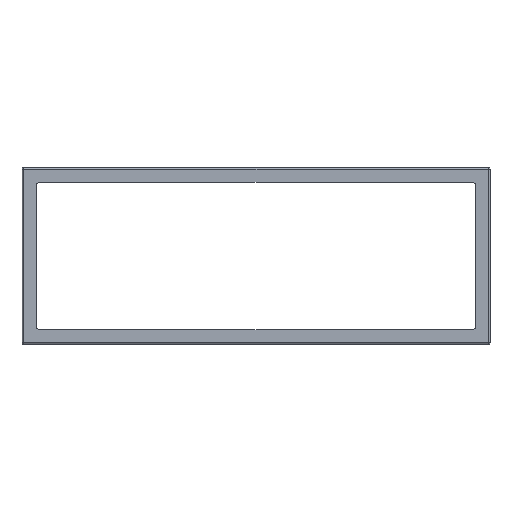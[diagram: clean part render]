
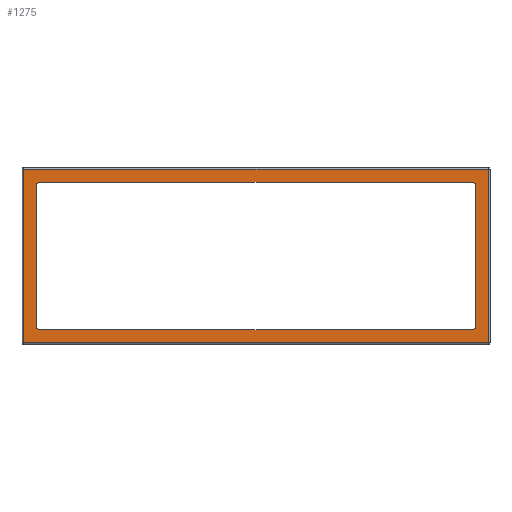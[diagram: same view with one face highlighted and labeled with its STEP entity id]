
A CAD part, top view. The second image highlights one B-rep face of the part: STEP entity #1275.
In plain terms, the highlighted planar face has unit normal (0, 0, 1).
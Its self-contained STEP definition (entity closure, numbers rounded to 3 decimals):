
#15=FACE_BOUND('',#392,.T.);
#27=PLANE('',#1371);
#65=LINE('',#1994,#165);
#69=LINE('',#2010,#169);
#71=LINE('',#2013,#171);
#73=LINE('',#2016,#173);
#77=LINE('',#2027,#177);
#78=LINE('',#2031,#178);
#79=LINE('',#2035,#179);
#80=LINE('',#2038,#180);
#165=VECTOR('',#1557,10.);
#169=VECTOR('',#1575,10.);
#171=VECTOR('',#1579,10.);
#173=VECTOR('',#1583,10.);
#177=VECTOR('',#1595,10.);
#178=VECTOR('',#1598,10.);
#179=VECTOR('',#1601,10.);
#180=VECTOR('',#1604,10.);
#313=FACE_OUTER_BOUND('',#391,.T.);
#391=EDGE_LOOP('',(#925,#926,#927,#928));
#392=EDGE_LOOP('',(#929,#930,#931,#932,#933,#934,#935,#936));
#481=CIRCLE('',#1372,2.);
#482=CIRCLE('',#1373,2.);
#483=CIRCLE('',#1374,2.);
#484=CIRCLE('',#1375,2.);
#558=VERTEX_POINT('',#1956);
#563=VERTEX_POINT('',#1969);
#568=VERTEX_POINT('',#1982);
#573=VERTEX_POINT('',#1998);
#577=VERTEX_POINT('',#2023);
#578=VERTEX_POINT('',#2024);
#579=VERTEX_POINT('',#2026);
#580=VERTEX_POINT('',#2028);
#581=VERTEX_POINT('',#2030);
#582=VERTEX_POINT('',#2032);
#583=VERTEX_POINT('',#2034);
#584=VERTEX_POINT('',#2036);
#699=EDGE_CURVE('',#558,#568,#65,.T.);
#707=EDGE_CURVE('',#568,#573,#69,.T.);
#709=EDGE_CURVE('',#573,#563,#71,.T.);
#711=EDGE_CURVE('',#563,#558,#73,.T.);
#715=EDGE_CURVE('',#577,#578,#481,.T.);
#716=EDGE_CURVE('',#578,#579,#77,.T.);
#717=EDGE_CURVE('',#579,#580,#482,.T.);
#718=EDGE_CURVE('',#580,#581,#78,.T.);
#719=EDGE_CURVE('',#581,#582,#483,.T.);
#720=EDGE_CURVE('',#582,#583,#79,.T.);
#721=EDGE_CURVE('',#583,#584,#484,.T.);
#722=EDGE_CURVE('',#584,#577,#80,.T.);
#925=ORIENTED_EDGE('',*,*,#699,.F.);
#926=ORIENTED_EDGE('',*,*,#711,.F.);
#927=ORIENTED_EDGE('',*,*,#709,.F.);
#928=ORIENTED_EDGE('',*,*,#707,.F.);
#929=ORIENTED_EDGE('',*,*,#715,.T.);
#930=ORIENTED_EDGE('',*,*,#716,.T.);
#931=ORIENTED_EDGE('',*,*,#717,.T.);
#932=ORIENTED_EDGE('',*,*,#718,.T.);
#933=ORIENTED_EDGE('',*,*,#719,.T.);
#934=ORIENTED_EDGE('',*,*,#720,.T.);
#935=ORIENTED_EDGE('',*,*,#721,.T.);
#936=ORIENTED_EDGE('',*,*,#722,.T.);
#1275=ADVANCED_FACE('',(#313,#15),#27,.T.);
#1371=AXIS2_PLACEMENT_3D('',#2022,#1591,#1592);
#1372=AXIS2_PLACEMENT_3D('',#2025,#1593,#1594);
#1373=AXIS2_PLACEMENT_3D('',#2029,#1596,#1597);
#1374=AXIS2_PLACEMENT_3D('',#2033,#1599,#1600);
#1375=AXIS2_PLACEMENT_3D('',#2037,#1602,#1603);
#1557=DIRECTION('',(1.,0.,0.));
#1575=DIRECTION('',(0.,-1.,0.));
#1579=DIRECTION('',(-1.,0.,0.));
#1583=DIRECTION('',(0.,1.,0.));
#1591=DIRECTION('center_axis',(0.,0.,1.));
#1592=DIRECTION('ref_axis',(1.,0.,0.));
#1593=DIRECTION('center_axis',(0.,0.,-1.));
#1594=DIRECTION('ref_axis',(0.707,-0.707,0.));
#1595=DIRECTION('',(-1.,0.,0.));
#1596=DIRECTION('center_axis',(0.,0.,-1.));
#1597=DIRECTION('ref_axis',(-0.707,-0.707,0.));
#1598=DIRECTION('',(0.,1.,0.));
#1599=DIRECTION('center_axis',(0.,0.,-1.));
#1600=DIRECTION('ref_axis',(-0.707,0.707,0.));
#1601=DIRECTION('',(1.,0.,0.));
#1602=DIRECTION('center_axis',(0.,0.,-1.));
#1603=DIRECTION('ref_axis',(0.707,0.707,0.));
#1604=DIRECTION('',(0.,-1.,0.));
#1956=CARTESIAN_POINT('',(-9.,9.,9.2));
#1969=CARTESIAN_POINT('',(-9.,-104.25,9.2));
#1982=CARTESIAN_POINT('',(294.75,9.,9.2));
#1994=CARTESIAN_POINT('',(219.313,9.,9.2));
#1998=CARTESIAN_POINT('',(294.75,-104.25,9.2));
#2010=CARTESIAN_POINT('',(294.75,-76.438,9.2));
#2013=CARTESIAN_POINT('',(66.438,-104.25,9.2));
#2016=CARTESIAN_POINT('',(-9.,-18.813,9.2));
#2022=CARTESIAN_POINT('Origin',(142.875,-47.625,9.2));
#2023=CARTESIAN_POINT('',(286.225,-93.725,9.2));
#2024=CARTESIAN_POINT('',(284.225,-95.725,9.2));
#2025=CARTESIAN_POINT('Origin',(284.225,-93.725,9.2));
#2026=CARTESIAN_POINT('',(1.525,-95.725,9.2));
#2027=CARTESIAN_POINT('',(214.313,-95.725,9.2));
#2028=CARTESIAN_POINT('',(-0.475,-93.725,9.2));
#2029=CARTESIAN_POINT('Origin',(1.525,-93.725,9.2));
#2030=CARTESIAN_POINT('',(-0.475,-1.525,9.2));
#2031=CARTESIAN_POINT('',(-0.475,-71.438,9.2));
#2032=CARTESIAN_POINT('',(1.525,0.475,9.2));
#2033=CARTESIAN_POINT('Origin',(1.525,-1.525,9.2));
#2034=CARTESIAN_POINT('',(284.225,0.475,9.2));
#2035=CARTESIAN_POINT('',(71.438,0.475,9.2));
#2036=CARTESIAN_POINT('',(286.225,-1.525,9.2));
#2037=CARTESIAN_POINT('Origin',(284.225,-1.525,9.2));
#2038=CARTESIAN_POINT('',(286.225,-23.813,9.2));
